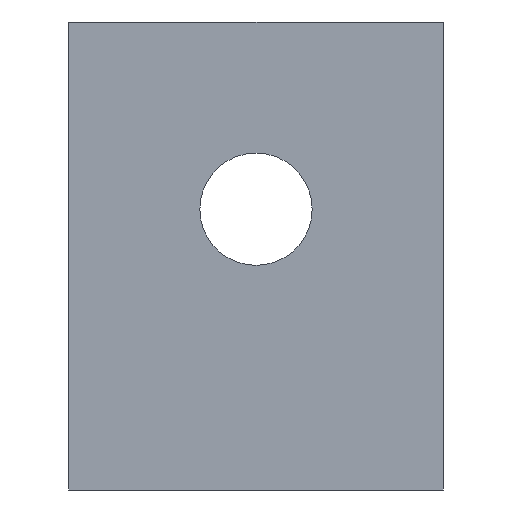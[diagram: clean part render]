
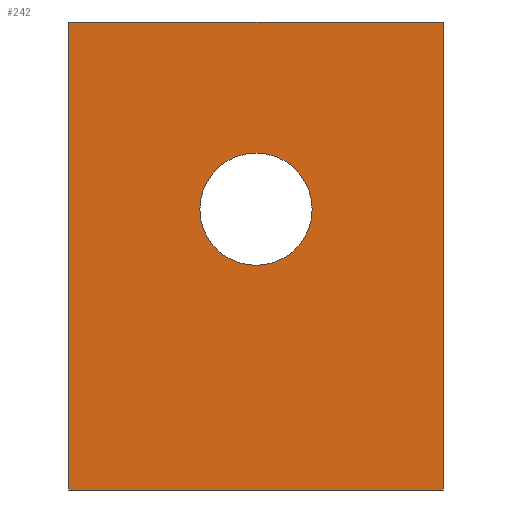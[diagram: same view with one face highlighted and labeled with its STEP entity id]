
A CAD part, left-side view. The second image highlights one B-rep face of the part: STEP entity #242.
In plain terms, the highlighted planar face has unit normal (-1, 0, 0).
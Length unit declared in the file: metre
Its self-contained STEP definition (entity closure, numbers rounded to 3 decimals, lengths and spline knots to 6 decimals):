
#26=LINE('',#378,#52);
#30=LINE('',#386,#56);
#32=LINE('',#390,#58);
#36=LINE('',#398,#62);
#52=VECTOR('',#309,1.);
#56=VECTOR('',#315,1.);
#58=VECTOR('',#319,1.);
#62=VECTOR('',#329,1.);
#73=PLANE('',#272);
#119=ORIENTED_EDGE('',*,*,#152,.F.);
#120=ORIENTED_EDGE('',*,*,#163,.F.);
#121=ORIENTED_EDGE('',*,*,#156,.T.);
#122=ORIENTED_EDGE('',*,*,#158,.T.);
#123=ORIENTED_EDGE('',*,*,#136,.F.);
#136=EDGE_CURVE('',#166,#166,#186,.T.);
#152=EDGE_CURVE('',#179,#180,#26,.T.);
#156=EDGE_CURVE('',#183,#182,#30,.T.);
#158=EDGE_CURVE('',#182,#180,#32,.T.);
#163=EDGE_CURVE('',#183,#179,#36,.T.);
#166=VERTEX_POINT('',#344);
#179=VERTEX_POINT('',#377);
#180=VERTEX_POINT('',#379);
#182=VERTEX_POINT('',#385);
#183=VERTEX_POINT('',#387);
#186=CIRCLE('',#260,0.003);
#202=EDGE_LOOP('',(#119,#120,#121,#122));
#203=EDGE_LOOP('',(#123));
#222=FACE_BOUND('',#202,.T.);
#223=FACE_BOUND('',#203,.T.);
#242=ADVANCED_FACE('',(#222,#223),#73,.T.);
#260=AXIS2_PLACEMENT_3D('',#343,#281,#282);
#272=AXIS2_PLACEMENT_3D('',#399,#330,#331);
#281=DIRECTION('',(-1.,0.,0.));
#282=DIRECTION('',(0.,0.,1.));
#309=DIRECTION('',(0.,0.,1.));
#315=DIRECTION('',(0.,0.,1.));
#319=DIRECTION('',(0.,1.,0.));
#329=DIRECTION('',(0.,1.,0.));
#330=DIRECTION('',(-1.,0.,0.));
#331=DIRECTION('',(0.,0.,1.));
#343=CARTESIAN_POINT('',(0.,-0.01,0.015));
#344=CARTESIAN_POINT('',(0.,-0.01,0.018));
#377=CARTESIAN_POINT('',(0.,0.,0.));
#378=CARTESIAN_POINT('',(0.,0.,0.0125));
#379=CARTESIAN_POINT('',(0.,0.,0.025));
#385=CARTESIAN_POINT('',(0.,-0.02,0.025));
#386=CARTESIAN_POINT('',(0.,-0.02,0.0125));
#387=CARTESIAN_POINT('',(0.,-0.02,0.));
#390=CARTESIAN_POINT('',(0.,-0.02,0.025));
#398=CARTESIAN_POINT('',(0.,-0.02,0.));
#399=CARTESIAN_POINT('',(0.,-0.02,0.0125));
